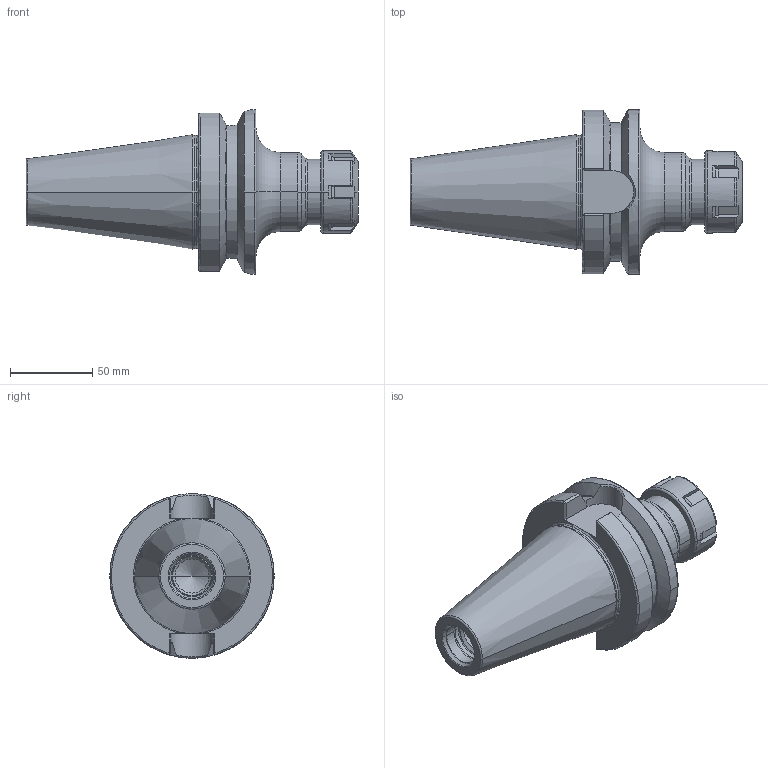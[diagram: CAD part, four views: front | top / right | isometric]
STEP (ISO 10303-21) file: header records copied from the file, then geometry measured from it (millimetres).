
FILE_DESCRIPTION((''),'2;1');
FILE_NAME('50-521-32_ASM','2011-09-06T',('mei'),(''),'PRO/ENGINEER BY PARAMETRIC TECHNOLOGY CORPORATION, 2010430','PRO/ENGINEER BY PARAMETRIC TECHNOLOGY CORPORATION, 2010430','');
FILE_SCHEMA(('CONFIG_CONTROL_DESIGN'));
Length unit declared in the file: millimetre
Products named in the file (3): 50-521-32; 83-912-32; 50-521-32_ASM
Assembly tree (2 placements, depth 2):
  50-521-32_ASM
    50-521-32
    83-912-32
Bounding box: 201.8 x 99.97 x 99.97 mm (x, y, z)
Volume: 567002.8 mm3; surface area: 68511.3 mm2
Topology: 2 solids, 3 shells, 146 faces, 366 edges, 225 vertices
Faces by surface type: plane 52, torus 34, cylinder 32, cone 22, bspline 6
Entity records: 4993 total; most frequent: CARTESIAN_POINT 1525, ORIENTED_EDGE 720, DIRECTION 700, EDGE_CURVE 362, AXIS2_PLACEMENT_3D 281, VERTEX_POINT 225, EDGE_LOOP 151, FACE_OUTER_BOUND 146
